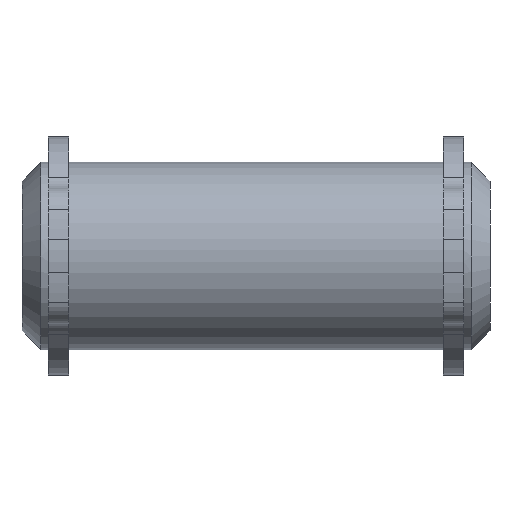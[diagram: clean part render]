
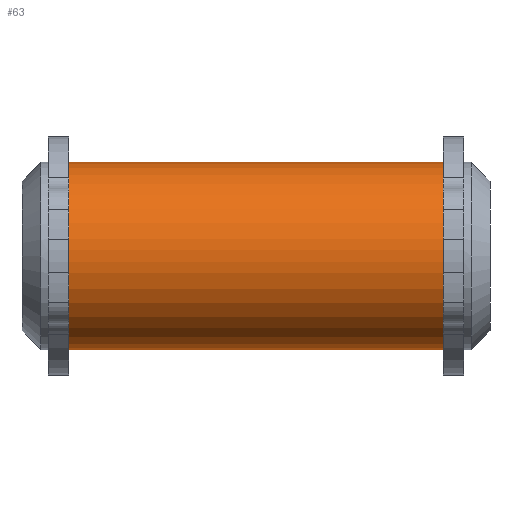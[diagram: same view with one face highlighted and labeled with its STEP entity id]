
A CAD part, front view. The second image highlights one B-rep face of the part: STEP entity #63.
In plain terms, the highlighted cylindrical face has radius 5 mm (diameter 10 mm), a full revolution.
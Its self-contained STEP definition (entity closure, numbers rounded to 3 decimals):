
#63 = ADVANCED_FACE( '', ( #158, #159 ), #160, .T. );
#158 = FACE_OUTER_BOUND( '', #299, .T. );
#159 = FACE_OUTER_BOUND( '', #300, .T. );
#160 = CYLINDRICAL_SURFACE( '', #301, 5. );
#299 = EDGE_LOOP( '', ( #434, #435 ) );
#300 = EDGE_LOOP( '', ( #436, #437 ) );
#301 = AXIS2_PLACEMENT_3D( '', #438, #439, #440 );
#434 = ORIENTED_EDGE( '', *, *, #766, .F. );
#435 = ORIENTED_EDGE( '', *, *, #767, .F. );
#436 = ORIENTED_EDGE( '', *, *, #768, .T. );
#437 = ORIENTED_EDGE( '', *, *, #769, .T. );
#438 = CARTESIAN_POINT( '', ( 12.5, 0., 0. ) );
#439 = DIRECTION( '', ( -1., 0., 0. ) );
#440 = DIRECTION( '', ( 0., 0., -1. ) );
#766 = EDGE_CURVE( '', #893, #894, #895, .T. );
#767 = EDGE_CURVE( '', #894, #893, #896, .T. );
#768 = EDGE_CURVE( '', #897, #898, #899, .T. );
#769 = EDGE_CURVE( '', #898, #897, #900, .T. );
#893 = VERTEX_POINT( '', #1080 );
#894 = VERTEX_POINT( '', #1081 );
#895 = CIRCLE( '', #1082, 5. );
#896 = CIRCLE( '', #1083, 5. );
#897 = VERTEX_POINT( '', #1084 );
#898 = VERTEX_POINT( '', #1085 );
#899 = CIRCLE( '', #1086, 5. );
#900 = CIRCLE( '', #1087, 5. );
#1080 = CARTESIAN_POINT( '', ( 10., -4.918, -0.9 ) );
#1081 = CARTESIAN_POINT( '', ( 10., -4.918, 0.9 ) );
#1082 = AXIS2_PLACEMENT_3D( '', #1302, #1303, #1304 );
#1083 = AXIS2_PLACEMENT_3D( '', #1305, #1306, #1307 );
#1084 = CARTESIAN_POINT( '', ( -10., -4.918, 0.9 ) );
#1085 = CARTESIAN_POINT( '', ( -10., -4.918, -0.9 ) );
#1086 = AXIS2_PLACEMENT_3D( '', #1308, #1309, #1310 );
#1087 = AXIS2_PLACEMENT_3D( '', #1311, #1312, #1313 );
#1302 = CARTESIAN_POINT( '', ( 10., 0., 0. ) );
#1303 = DIRECTION( '', ( 1., 0., 0. ) );
#1304 = DIRECTION( '', ( 0., 0., -1. ) );
#1305 = CARTESIAN_POINT( '', ( 10., 0., 0. ) );
#1306 = DIRECTION( '', ( 1., 0., 0. ) );
#1307 = DIRECTION( '', ( 0., 0., -1. ) );
#1308 = CARTESIAN_POINT( '', ( -10., 0., 0. ) );
#1309 = DIRECTION( '', ( 1., 0., 0. ) );
#1310 = DIRECTION( '', ( 0., 0., -1. ) );
#1311 = CARTESIAN_POINT( '', ( -10., 0., 0. ) );
#1312 = DIRECTION( '', ( 1., 0., 0. ) );
#1313 = DIRECTION( '', ( 0., 0., -1. ) );
